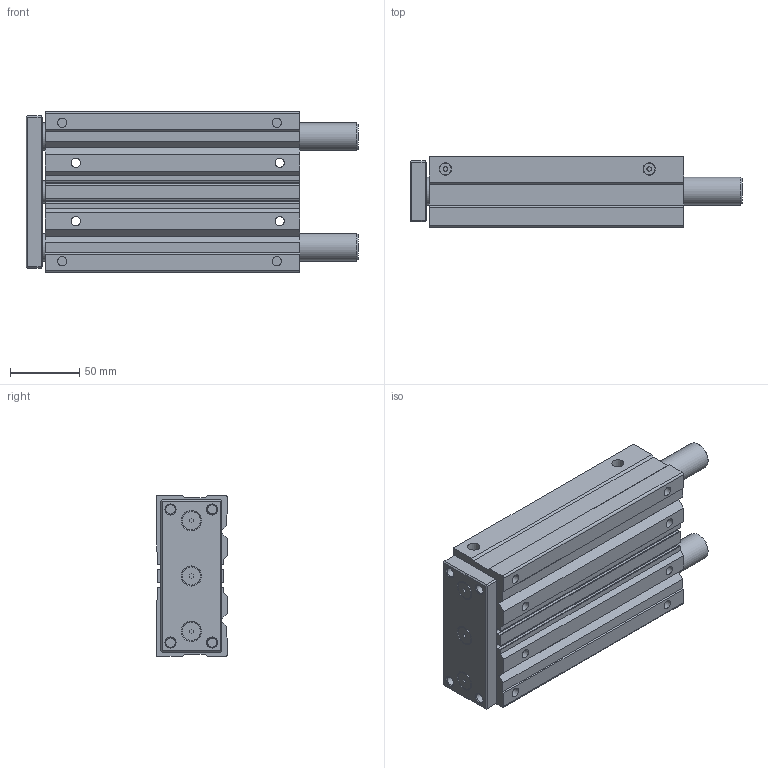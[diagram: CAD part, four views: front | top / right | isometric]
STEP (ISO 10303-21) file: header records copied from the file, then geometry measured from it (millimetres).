
FILE_DESCRIPTION( ( 'STEP AP203' ), '1' );
FILE_NAME( 'MCGB-03-32-150(0).stp', '2020-06-12T14:11:47', ( 'License CC BY-ND 4.0' ), ( 'CADENAS' ), ' ', 'PARTsolutions', ' ' );
FILE_SCHEMA( ( 'CONFIG_CONTROL_DESIGN' ) );
Length unit declared in the file: millimetre
Products named in the file (4): MCGB-03-32-150(0); _MCGB-03-32-150(0)_dummy; _MCGB-03-32-150(0)_body; _MCGB-03-32-150_rod
Assembly tree (3 placements, depth 2):
  MCGB-03-32-150(0)
    _MCGB-03-32-150(0)_dummy
    _MCGB-03-32-150(0)_body
    _MCGB-03-32-150_rod
Bounding box: 239.5 x 51 x 116 mm (x, y, z)
Volume: 1094416.1 mm3; surface area: 174240.4 mm2
Topology: 2 solids, 2 shells, 221 faces, 544 edges, 360 vertices
Faces by surface type: plane 149, cylinder 59, cone 13
Full cylindrical faces by diameter (mm): 1.2 x2, 3.2 x2, 6.6 x4, 6.647 x16, 11 x4, 13 x3, 14 x3, 16 x2, 20 x4, 21 x2, 34 x1, 35.7 x1
Entity records: 6405 total; most frequent: CARTESIAN_POINT 1108, DIRECTION 1076, ORIENTED_EDGE 958, EDGE_CURVE 479, AXIS2_PLACEMENT_3D 376, VERTEX_POINT 351, EDGE_LOOP 338, LINE 324
